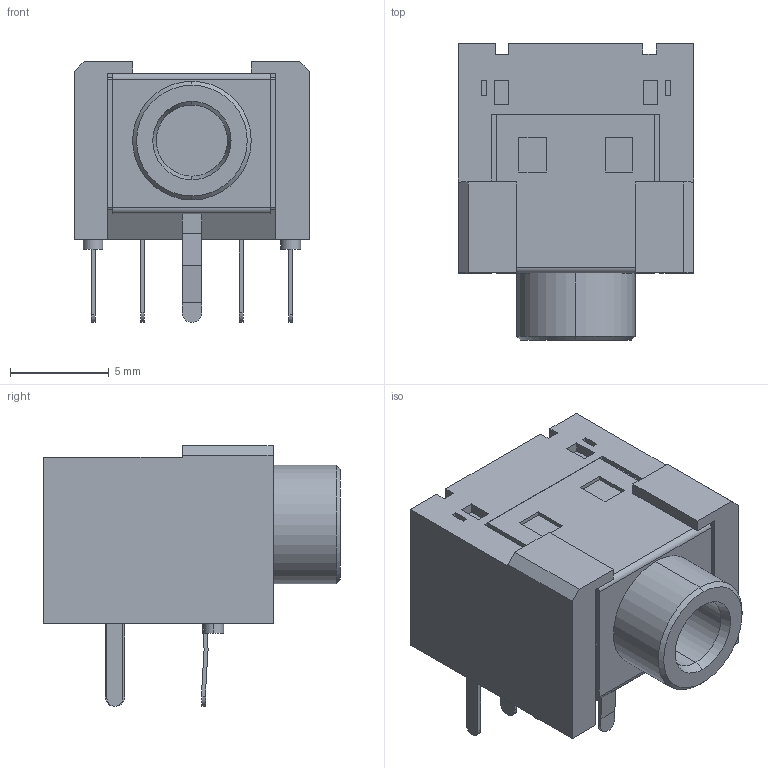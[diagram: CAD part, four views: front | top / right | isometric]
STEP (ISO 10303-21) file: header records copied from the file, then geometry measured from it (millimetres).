
FILE_DESCRIPTION (( 'STEP AP214' ), '1' );
FILE_NAME ('AUDIO-TH_PJ-306.STEP', '2024-07-03T12:22:12', ( '' ), ( '' ), 'SwSTEP 2.0', 'SolidWorks 2020', '' );
FILE_SCHEMA (( 'AUTOMOTIVE_DESIGN' ));
Length unit declared in the file: millimetre
Products named in the file (1): AUDIO-TH_PJ-306
Bounding box: 11.91 x 15 x 13.2 mm (x, y, z)
Volume: 1067.7 mm3; surface area: 1391.2 mm2
Topology: 7 solids, 7 shells, 418 faces, 1104 edges, 734 vertices
Faces by surface type: plane 286, bspline 98, cylinder 30, cone 4
Entity records: 18026 total; most frequent: CARTESIAN_POINT 3563, ORIENTED_EDGE 2208, DIRECTION 1610, EDGE_CURVE 1104, LINE 840, VECTOR 840, VERTEX_POINT 734, EDGE_LOOP 464
